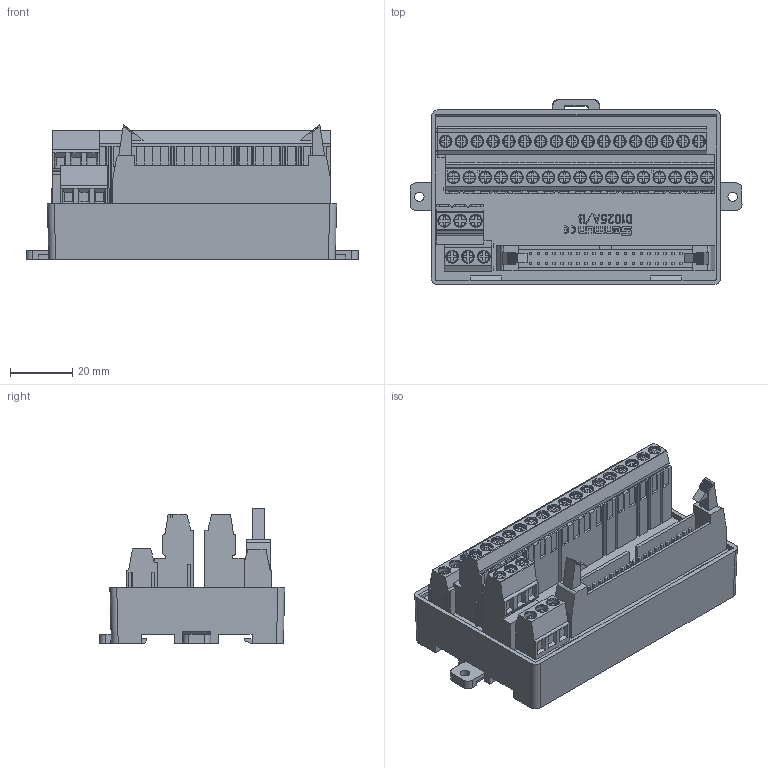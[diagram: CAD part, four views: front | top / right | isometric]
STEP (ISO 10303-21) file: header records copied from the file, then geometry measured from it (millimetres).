
FILE_DESCRIPTION(/* description */ (''),/* implementation_level */ '2;1');
FILE_NAME(/* name */ 'D1025A_B-E.stp',/* time_stamp */ '2024-08-08T09:27:59+08:00',/* author */ (''),/* organization */ (''),/* preprocessor_version */ 'ST-DEVELOPER v14',/* originating_system */ 'SIEMENS PLM Software NX 8.0',/* authorisation */ '');
FILE_SCHEMA (('AUTOMOTIVE_DESIGN { 1 0 10303 214 3 1 1 1 }'));
Products named in the file (1): D1025A_B-E 3D_stp
Bounding box: 106.5 x 59.51 x 43.25 mm (x, y, z)
Volume: 118203.3 mm3; surface area: 32651.4 mm2
Topology: 3 solids, 4 shells, 1939 faces, 5147 edges, 3413 vertices
Faces by surface type: plane 1571, cylinder 149, torus 120, cone 80, extrusion 17, bspline 2
Full cylindrical faces by diameter (mm): 3 x2, 4.1 x40, 4.13 x40
Entity records: 62440 total; most frequent: CARTESIAN_POINT 14509, ORIENTED_EDGE 9930, DIRECTION 8803, EDGE_CURVE 4965, VECTOR 4031, LINE 4014, VERTEX_POINT 3355, AXIS2_PLACEMENT_3D 2386
